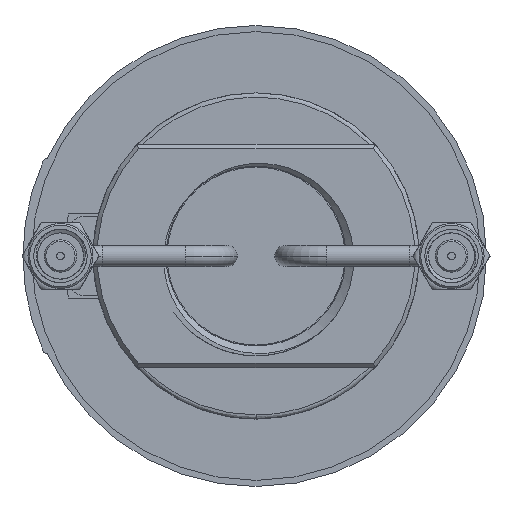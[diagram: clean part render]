
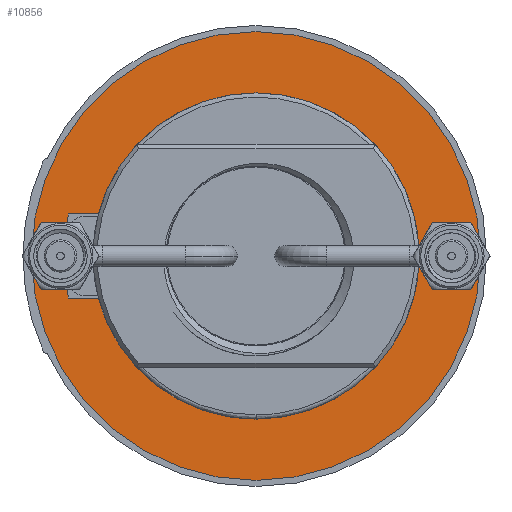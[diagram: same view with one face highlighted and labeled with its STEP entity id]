
A CAD part, front view. The second image highlights one B-rep face of the part: STEP entity #10856.
In plain terms, the highlighted face is planar.
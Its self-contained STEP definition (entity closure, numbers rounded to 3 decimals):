
#104 = CARTESIAN_POINT ( 'NONE',  ( 24., 24., -6. ) ) ;
#632 = VERTEX_POINT ( 'NONE', #1261 ) ;
#869 = CIRCLE ( 'NONE', #14240, 17. ) ;
#1261 = CARTESIAN_POINT ( 'NONE',  ( 29.05, 40.233, -6. ) ) ;
#1654 = DIRECTION ( 'NONE',  ( -1., 0., 0. ) ) ;
#1915 = CARTESIAN_POINT ( 'NONE',  ( 24., 24., -6. ) ) ;
#1935 = EDGE_CURVE ( 'NONE', #632, #6731, #23562, .T. ) ;
#1977 = CARTESIAN_POINT ( 'NONE',  ( 24., 24., -6. ) ) ;
#2000 = DIRECTION ( 'NONE',  ( -1., 0., 0. ) ) ;
#3118 = CARTESIAN_POINT ( 'NONE',  ( 13.782, 45.665, -6. ) ) ;
#3140 = CIRCLE ( 'NONE', #11520, 23.1 ) ;
#3177 = AXIS2_PLACEMENT_3D ( 'NONE', #24157, #12947, #1654 ) ;
#3391 = ORIENTED_EDGE ( 'NONE', *, *, #1935, .T. ) ;
#3672 = CIRCLE ( 'NONE', #16261, 26.96 ) ;
#3721 = DIRECTION ( 'NONE',  ( 0., 0., 1. ) ) ;
#3802 = DIRECTION ( 'NONE',  ( -1., 0., 0. ) ) ;
#3862 = DIRECTION ( 'NONE',  ( -1., 0., 0. ) ) ;
#4169 = VERTEX_POINT ( 'NONE', #19757 ) ;
#4170 = VECTOR ( 'NONE', #9161, 1000. ) ;
#4356 = ORIENTED_EDGE ( 'NONE', *, *, #17162, .T. ) ;
#4745 = CARTESIAN_POINT ( 'NONE',  ( 24., 24., -6. ) ) ;
#5030 = DIRECTION ( 'NONE',  ( -1., 0., 0. ) ) ;
#6635 = DIRECTION ( 'NONE',  ( -1., 0., 0. ) ) ;
#6729 = VECTOR ( 'NONE', #18602, 1000. ) ;
#6731 = VERTEX_POINT ( 'NONE', #12705 ) ;
#7245 = ORIENTED_EDGE ( 'NONE', *, *, #17056, .T. ) ;
#7272 = CARTESIAN_POINT ( 'NONE',  ( 29.05, 45.665, -6. ) ) ;
#7794 = VERTEX_POINT ( 'NONE', #22136 ) ;
#8167 = EDGE_LOOP ( 'NONE', ( #10351, #7245, #4356, #21497, #24051, #3391 ) ) ;
#9161 = DIRECTION ( 'NONE',  ( 0., 1., 0. ) ) ;
#9310 = ORIENTED_EDGE ( 'NONE', *, *, #13159, .T. ) ;
#10351 = ORIENTED_EDGE ( 'NONE', *, *, #18449, .T. ) ;
#10507 = VERTEX_POINT ( 'NONE', #20832 ) ;
#10526 = VERTEX_POINT ( 'NONE', #19181 ) ;
#10856 = ADVANCED_FACE ( 'NONE', ( #14684, #19676 ), #14308, .T. ) ;
#11053 = EDGE_CURVE ( 'NONE', #21707, #632, #14543, .T. ) ;
#11520 = AXIS2_PLACEMENT_3D ( 'NONE', #14987, #3721, #16880 ) ;
#11762 = LINE ( 'NONE', #16710, #6729 ) ;
#12705 = CARTESIAN_POINT ( 'NONE',  ( 29.05, 46.541, -6. ) ) ;
#12947 = DIRECTION ( 'NONE',  ( 0., 0., -1. ) ) ;
#13159 = EDGE_CURVE ( 'NONE', #4169, #10507, #14101, .T. ) ;
#13285 = DIRECTION ( 'NONE',  ( 0., 0., -1. ) ) ;
#14101 = CIRCLE ( 'NONE', #3177, 26.96 ) ;
#14240 = AXIS2_PLACEMENT_3D ( 'NONE', #4745, #17887, #6635 ) ;
#14308 = PLANE ( 'NONE',  #20198 ) ;
#14543 = CIRCLE ( 'NONE', #14704, 17. ) ;
#14684 = FACE_OUTER_BOUND ( 'NONE', #19070, .T. ) ;
#14704 = AXIS2_PLACEMENT_3D ( 'NONE', #1977, #15121, #3862 ) ;
#14987 = CARTESIAN_POINT ( 'NONE',  ( 24., 24., -6. ) ) ;
#15058 = DIRECTION ( 'NONE',  ( 0., 0., 1. ) ) ;
#15121 = DIRECTION ( 'NONE',  ( 0., 0., 1. ) ) ;
#16261 = AXIS2_PLACEMENT_3D ( 'NONE', #104, #13285, #2000 ) ;
#16297 = DIRECTION ( 'NONE',  ( 0., 0., -1. ) ) ;
#16577 = ORIENTED_EDGE ( 'NONE', *, *, #19249, .T. ) ;
#16669 = CARTESIAN_POINT ( 'NONE',  ( 7., 24., -6. ) ) ;
#16710 = CARTESIAN_POINT ( 'NONE',  ( 18.95, 45.665, -6. ) ) ;
#16880 = DIRECTION ( 'NONE',  ( 1., 0., 0. ) ) ;
#17056 = EDGE_CURVE ( 'NONE', #7794, #10526, #11762, .T. ) ;
#17162 = EDGE_CURVE ( 'NONE', #10526, #20898, #18789, .T. ) ;
#17887 = DIRECTION ( 'NONE',  ( 0., 0., 1. ) ) ;
#18449 = EDGE_CURVE ( 'NONE', #6731, #7794, #3140, .T. ) ;
#18602 = DIRECTION ( 'NONE',  ( 0., -1., 0. ) ) ;
#18789 = CIRCLE ( 'NONE', #22322, 17. ) ;
#19070 = EDGE_LOOP ( 'NONE', ( #16577, #9310 ) ) ;
#19181 = CARTESIAN_POINT ( 'NONE',  ( 18.95, 40.233, -6. ) ) ;
#19249 = EDGE_CURVE ( 'NONE', #10507, #4169, #3672, .T. ) ;
#19676 = FACE_BOUND ( 'NONE', #8167, .T. ) ;
#19757 = CARTESIAN_POINT ( 'NONE',  ( 50.96, 24., -6. ) ) ;
#20198 = AXIS2_PLACEMENT_3D ( 'NONE', #3118, #16297, #5030 ) ;
#20832 = CARTESIAN_POINT ( 'NONE',  ( -2.96, 24., -6. ) ) ;
#20898 = VERTEX_POINT ( 'NONE', #16669 ) ;
#21497 = ORIENTED_EDGE ( 'NONE', *, *, #24388, .T. ) ;
#21707 = VERTEX_POINT ( 'NONE', #22953 ) ;
#22136 = CARTESIAN_POINT ( 'NONE',  ( 18.95, 46.541, -6. ) ) ;
#22322 = AXIS2_PLACEMENT_3D ( 'NONE', #1915, #15058, #3802 ) ;
#22953 = CARTESIAN_POINT ( 'NONE',  ( 41., 24., -6. ) ) ;
#23562 = LINE ( 'NONE', #7272, #4170 ) ;
#24051 = ORIENTED_EDGE ( 'NONE', *, *, #11053, .T. ) ;
#24157 = CARTESIAN_POINT ( 'NONE',  ( 24., 24., -6. ) ) ;
#24388 = EDGE_CURVE ( 'NONE', #20898, #21707, #869, .T. ) ;
